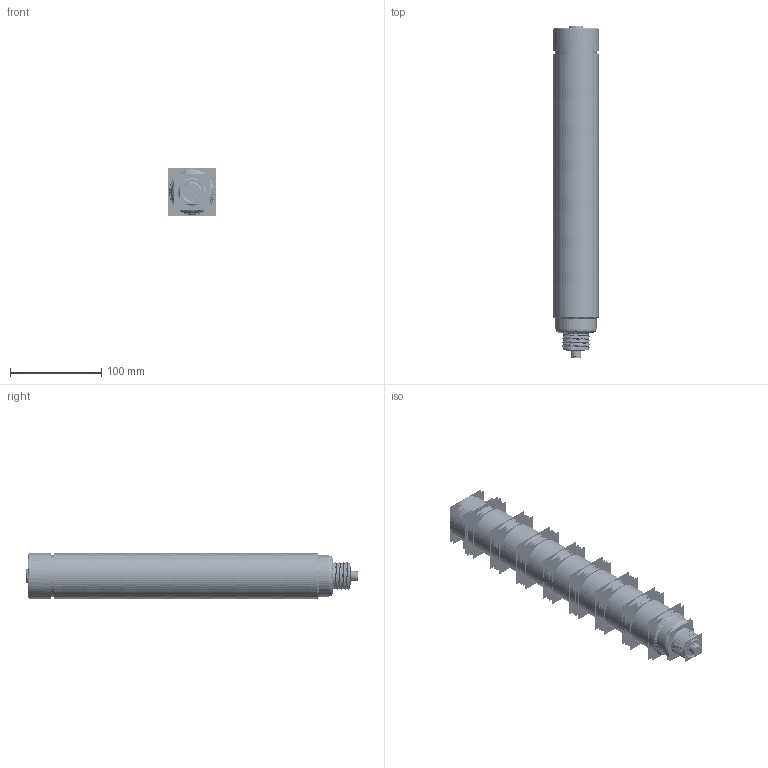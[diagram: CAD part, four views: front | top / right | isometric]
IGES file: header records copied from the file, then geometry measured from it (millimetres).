
Start section:  PTC IGES file: 205825.igs
Global section: file name: 205825.igs; native system: Creo Parametric by PTC Inc.; preprocessor: 2016260; author: pdmadmin; organization: Unknown; date: 20180427.130221; units: millimetre
Bounding box: 52.02 x 363.78 x 52 mm (x, y, z)
Volume: 201609.5 mm3; surface area: 1622568.3 mm2
Topology: 19 solids, 19 shells, 6052 faces, 30720 edges, 38597 vertices
Faces by surface type: bspline 3264, revolution 2788
